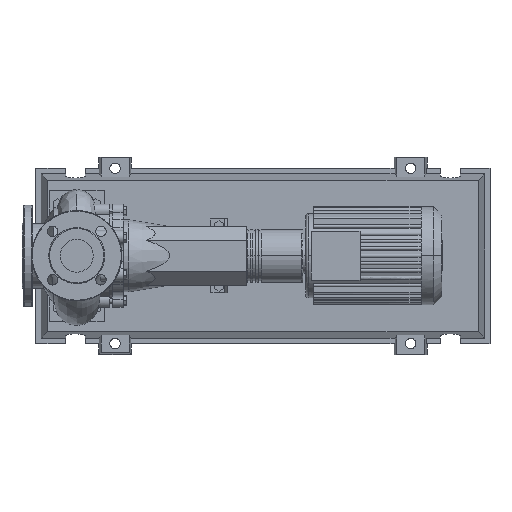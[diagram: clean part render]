
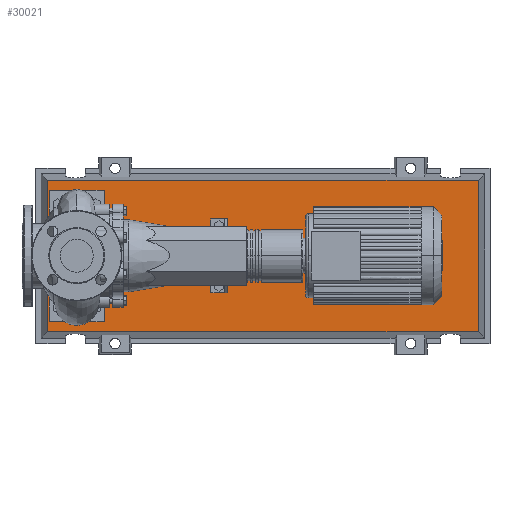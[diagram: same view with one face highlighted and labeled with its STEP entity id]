
A CAD part, top view. The second image highlights one B-rep face of the part: STEP entity #30021.
In plain terms, the highlighted planar face has unit normal (0, 0, 1).
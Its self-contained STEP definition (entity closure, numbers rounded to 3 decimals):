
#29702=CARTESIAN_POINT('',(733.292,-138.292,83.0));
#29703=VERTEX_POINT('',#29702);
#29710=CARTESIAN_POINT('',(-53.292,-138.292,83.0));
#29711=VERTEX_POINT('',#29710);
#29712=CARTESIAN_POINT('',(733.292,-138.292,83.0));
#29713=DIRECTION('',(-1.0,0.0,0.0));
#29714=VECTOR('',#29713,786.584);
#29715=LINE('',#29712,#29714);
#29716=EDGE_CURVE('',#29703,#29711,#29715,.T.);
#29934=CARTESIAN_POINT('',(733.292,138.292,83.0));
#29935=VERTEX_POINT('',#29934);
#29936=CARTESIAN_POINT('',(733.292,138.292,83.0));
#29937=DIRECTION('',(0.0,-1.0,0.0));
#29938=VECTOR('',#29937,276.584);
#29939=LINE('',#29936,#29938);
#29940=EDGE_CURVE('',#29935,#29703,#29939,.T.);
#29958=CARTESIAN_POINT('',(-53.292,138.292,83.0));
#29959=VERTEX_POINT('',#29958);
#29960=CARTESIAN_POINT('',(-53.292,-138.292,83.0));
#29961=DIRECTION('',(0.0,1.0,0.0));
#29962=VECTOR('',#29961,276.584);
#29963=LINE('',#29960,#29962);
#29964=EDGE_CURVE('',#29711,#29959,#29963,.T.);
#29997=CARTESIAN_POINT('',(-53.292,138.292,83.0));
#29998=DIRECTION('',(1.0,0.0,0.0));
#29999=VECTOR('',#29998,786.584);
#30000=LINE('',#29997,#29999);
#30001=EDGE_CURVE('',#29959,#29935,#30000,.T.);
#30010=CARTESIAN_POINT('',(340.,0.,83.0));
#30011=DIRECTION('',(0.0,0.0,1.0));
#30012=DIRECTION('',(1.0,0.0,0.0));
#30013=AXIS2_PLACEMENT_3D('',#30010,#30011,#30012);
#30014=PLANE('',#30013);
#30015=ORIENTED_EDGE('',*,*,#29940,.F.);
#30016=ORIENTED_EDGE('',*,*,#30001,.F.);
#30017=ORIENTED_EDGE('',*,*,#29964,.F.);
#30018=ORIENTED_EDGE('',*,*,#29716,.F.);
#30019=EDGE_LOOP('',(#30015,#30016,#30017,#30018));
#30020=FACE_OUTER_BOUND('',#30019,.T.);
#30021=ADVANCED_FACE('',(#30020),#30014,.T.);
